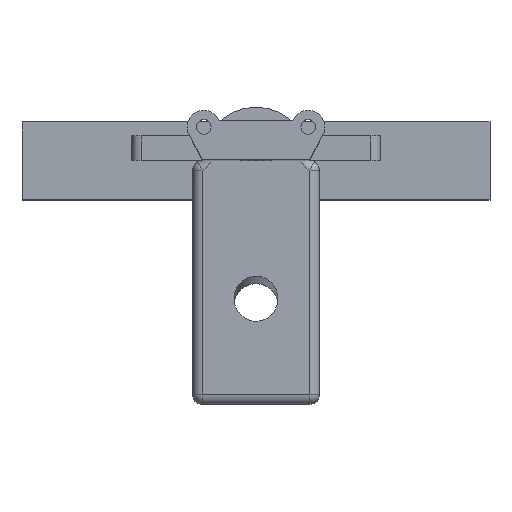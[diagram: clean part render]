
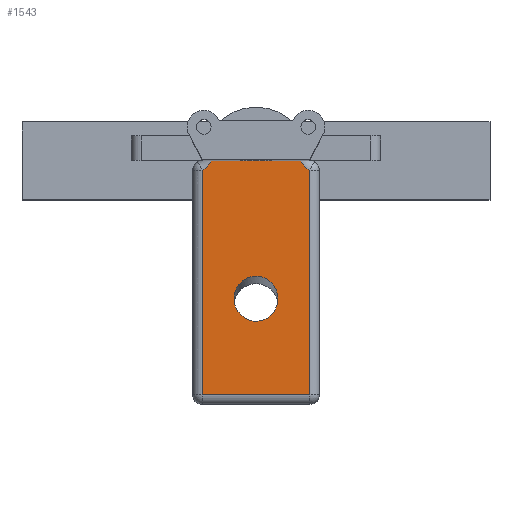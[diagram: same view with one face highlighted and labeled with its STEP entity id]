
A CAD part, top view. The second image highlights one B-rep face of the part: STEP entity #1543.
In plain terms, the highlighted planar face has unit normal (0, 0, 1).
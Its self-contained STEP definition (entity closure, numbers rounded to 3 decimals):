
#21=ELLIPSE('',#1685,2.314,2.25);
#36=FACE_BOUND('',#223,.T.);
#56=PLANE('',#1684);
#128=FACE_OUTER_BOUND('',#222,.T.);
#222=EDGE_LOOP('',(#1223,#1224,#1225,#1226,#1227,#1228));
#223=EDGE_LOOP('',(#1229));
#288=CIRCLE('',#1626,2.);
#307=CIRCLE('',#1660,2.);
#408=LINE('',#3043,#524);
#422=LINE('',#3128,#538);
#425=LINE('',#3135,#541);
#436=LINE('',#3167,#552);
#524=VECTOR('',#1827,10.);
#538=VECTOR('',#1903,10.);
#541=VECTOR('',#1910,10.);
#552=VECTOR('',#1947,10.);
#668=VERTEX_POINT('',#3033);
#669=VERTEX_POINT('',#3042);
#684=VERTEX_POINT('',#3094);
#687=VERTEX_POINT('',#3107);
#695=VERTEX_POINT('',#3124);
#696=VERTEX_POINT('',#3131);
#725=VERTEX_POINT('',#3415);
#827=EDGE_CURVE('',#668,#669,#408,.T.);
#850=EDGE_CURVE('',#669,#684,#288,.T.);
#863=EDGE_CURVE('',#687,#695,#422,.T.);
#867=EDGE_CURVE('',#695,#696,#425,.T.);
#884=EDGE_CURVE('',#684,#687,#436,.T.);
#889=EDGE_CURVE('',#696,#668,#307,.T.);
#920=EDGE_CURVE('',#725,#725,#21,.T.);
#1223=ORIENTED_EDGE('',*,*,#850,.F.);
#1224=ORIENTED_EDGE('',*,*,#827,.F.);
#1225=ORIENTED_EDGE('',*,*,#889,.F.);
#1226=ORIENTED_EDGE('',*,*,#867,.F.);
#1227=ORIENTED_EDGE('',*,*,#863,.F.);
#1228=ORIENTED_EDGE('',*,*,#884,.F.);
#1229=ORIENTED_EDGE('',*,*,#920,.T.);
#1543=ADVANCED_FACE('',(#128,#36),#56,.T.);
#1626=AXIS2_PLACEMENT_3D('',#3095,#1871,#1872);
#1660=AXIS2_PLACEMENT_3D('',#3180,#1955,#1956);
#1684=AXIS2_PLACEMENT_3D('',#3414,#2020,#2021);
#1685=AXIS2_PLACEMENT_3D('',#3416,#2022,#2023);
#1827=DIRECTION('',(1.,0.,0.));
#1871=DIRECTION('center_axis',(0.,0.,1.));
#1872=DIRECTION('ref_axis',(-0.828,-0.56,0.));
#1903=DIRECTION('',(-1.,0.,0.));
#1910=DIRECTION('',(0.,1.,0.));
#1947=DIRECTION('',(0.,-1.,0.));
#1955=DIRECTION('center_axis',(0.,0.,1.));
#1956=DIRECTION('ref_axis',(0.828,-0.56,0.));
#2020=DIRECTION('center_axis',(0.,0.,1.));
#2021=DIRECTION('ref_axis',(0.,-1.,0.));
#2022=DIRECTION('center_axis',(0.,0.,-1.));
#2023=DIRECTION('ref_axis',(0.,1.,0.));
#3033=CARTESIAN_POINT('',(-4.605,0.,36.));
#3042=CARTESIAN_POINT('',(4.605,0.,36.));
#3043=CARTESIAN_POINT('',(-2.75,0.,36.));
#3094=CARTESIAN_POINT('',(5.5,-1.,36.));
#3095=CARTESIAN_POINT('Origin',(6.456,0.757,36.));
#3107=CARTESIAN_POINT('',(5.5,-24.,36.));
#3124=CARTESIAN_POINT('',(-5.5,-24.,36.));
#3128=CARTESIAN_POINT('',(0.,-24.,36.));
#3131=CARTESIAN_POINT('',(-5.5,-1.,36.));
#3135=CARTESIAN_POINT('',(-5.5,-6.25,36.));
#3167=CARTESIAN_POINT('',(5.5,-6.25,36.));
#3180=CARTESIAN_POINT('Origin',(-6.456,0.757,36.));
#3414=CARTESIAN_POINT('Origin',(0.,0.,36.));
#3415=CARTESIAN_POINT('',(-2.25,-14.16,36.));
#3416=CARTESIAN_POINT('Origin',(0.,-14.16,
36.));
